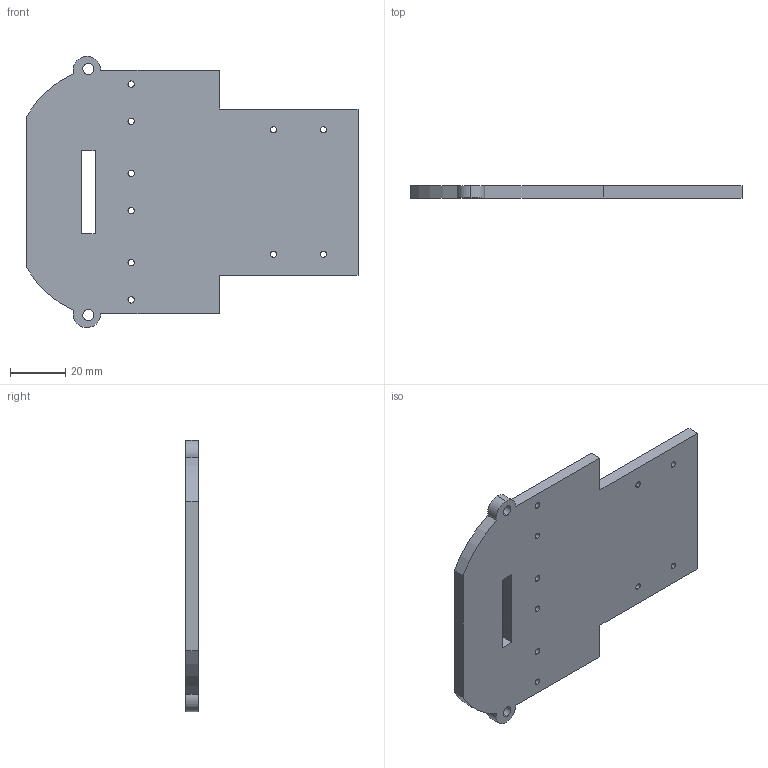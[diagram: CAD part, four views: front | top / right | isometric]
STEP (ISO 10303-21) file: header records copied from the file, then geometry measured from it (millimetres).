
FILE_DESCRIPTION (( 'STEP AP203' ), '1' );
FILE_NAME ('New Bed.STEP_Default_sldprt.STEP', '2020-07-28T14:56:04', ( '' ), ( '' ), 'SwSTEP 2.0', 'SolidWorks 2019', '' );
FILE_SCHEMA (( 'CONFIG_CONTROL_DESIGN' ));
Length unit declared in the file: millimetre
Products named in the file (1): New Bed.STEP_Default_sldprt
Bounding box: 120 x 4.5 x 97.99 mm (x, y, z)
Volume: 39461.1 mm3; surface area: 20127.3 mm2
Topology: 1 solids, 1 shells, 43 faces, 123 edges, 82 vertices
Faces by surface type: cylinder 29, plane 14
Entity records: 1564 total; most frequent: DIRECTION 269, CARTESIAN_POINT 249, ORIENTED_EDGE 246, EDGE_CURVE 123, AXIS2_PLACEMENT_3D 102, VERTEX_POINT 82, EDGE_LOOP 69, VECTOR 65
